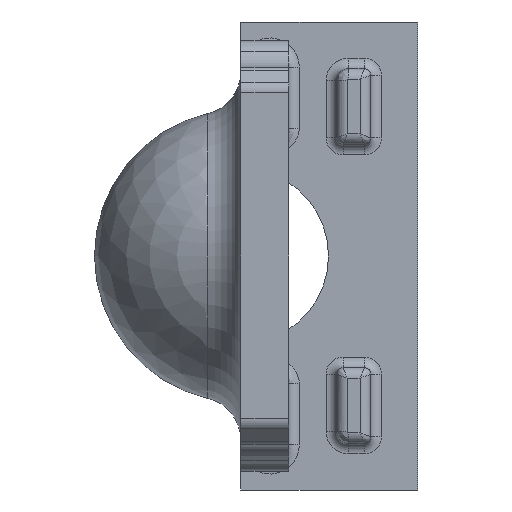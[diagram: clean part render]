
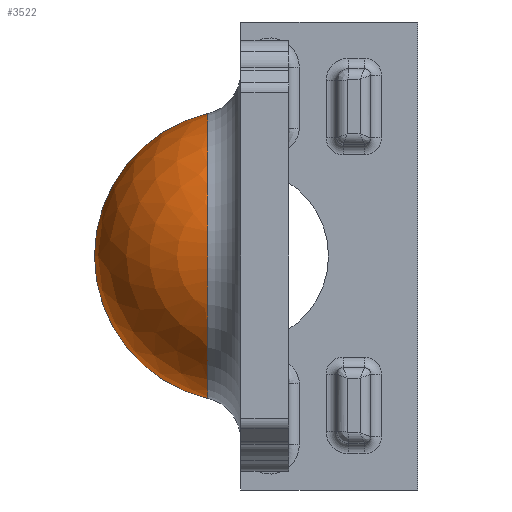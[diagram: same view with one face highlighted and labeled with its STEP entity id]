
A CAD part, left-side view. The second image highlights one B-rep face of the part: STEP entity #3522.
In plain terms, the highlighted spherical face has radius 6.985 mm.
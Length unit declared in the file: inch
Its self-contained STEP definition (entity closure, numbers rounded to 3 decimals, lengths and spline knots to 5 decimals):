
#1013=CARTESIAN_POINT('',(0.72021,0.24236,-0.3));
#1014=DIRECTION('',(1.,0.,0.));
#1015=DIRECTION('',(0.,0.225,-0.974));
#1016=AXIS2_PLACEMENT_3D('',#1013,#1014,#1015);
#1037=CARTESIAN_POINT('',(0.72021,0.30433,-0.3));
#1038=DIRECTION('',(0.,1.,0.));
#1039=DIRECTION('',(0.,0.,-1.));
#1040=AXIS2_PLACEMENT_3D('',#1037,#1038,#1039);
#1558=CARTESIAN_POINT('',(0.72021,0.30433,
-0.03207));
#1560=VERTEX_POINT('',#1558);
#1564=CARTESIAN_POINT('',(0.72021,0.30433,
-0.56793));
#1565=VERTEX_POINT('',#1564);
#3513=CARTESIAN_POINT('',(0.72021,0.24236,-0.3));
#3514=DIRECTION('',(-1.,0.,0.));
#3515=DIRECTION('',(0.,0.,-1.));
#3516=AXIS2_PLACEMENT_3D('',#3513,#3514,#3515);
#3517=SPHERICAL_SURFACE('',#3516,0.275);
#3518=ORIENTED_EDGE('',*,*,#3507,.F.);
#3519=ORIENTED_EDGE('',*,*,#3480,.T.);
#3520=EDGE_LOOP('',(#3518,#3519));
#3521=FACE_OUTER_BOUND('',#3520,.F.);
#3522=ADVANCED_FACE('',(#3521),#3517,.T.);
#1017=CIRCLE('',#1016,0.275);
#1041=CIRCLE('',#1040,0.26793);
#3480=EDGE_CURVE('',#1565,#1560,#1017,.T.);
#3507=EDGE_CURVE('',#1565,#1560,#1041,.T.);
